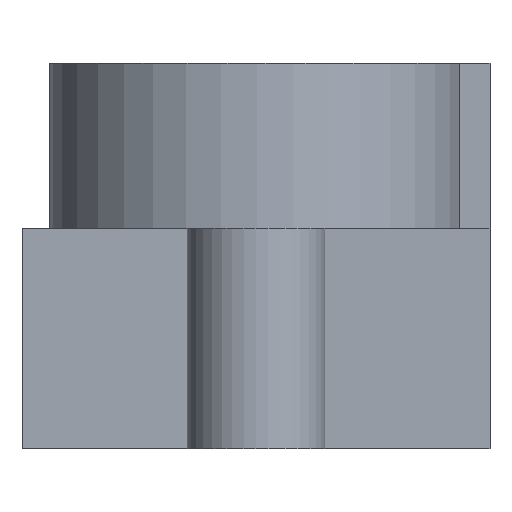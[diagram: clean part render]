
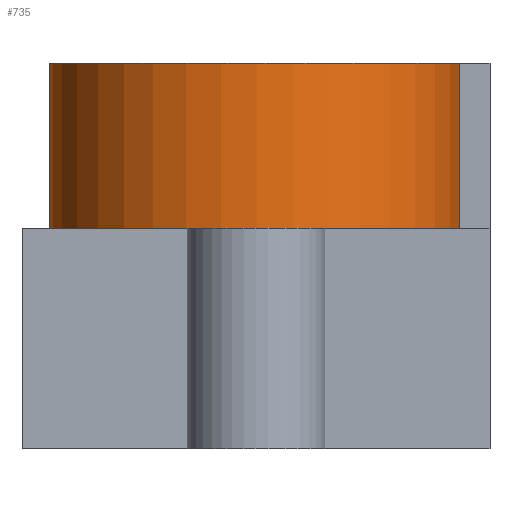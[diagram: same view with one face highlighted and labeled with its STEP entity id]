
A CAD part, left-side view. The second image highlights one B-rep face of the part: STEP entity #735.
In plain terms, the highlighted cylindrical face has radius 7.5 mm (diameter 15 mm), a partial arc.
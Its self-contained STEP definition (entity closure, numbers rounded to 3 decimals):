
#46=LINE('',#4511,#100);
#47=LINE('',#4514,#101);
#100=VECTOR('',#942,10.);
#101=VECTOR('',#945,10.);
#187=FACE_OUTER_BOUND('',#241,.T.);
#241=EDGE_LOOP('',(#610,#611,#612,#613));
#286=CIRCLE('',#792,7.5);
#291=CIRCLE('',#801,7.5);
#361=VERTEX_POINT('',#3943);
#362=VERTEX_POINT('',#3944);
#384=VERTEX_POINT('',#4510);
#385=VERTEX_POINT('',#4512);
#443=EDGE_CURVE('',#361,#362,#286,.T.);
#468=EDGE_CURVE('',#361,#384,#46,.T.);
#469=EDGE_CURVE('',#385,#384,#291,.T.);
#470=EDGE_CURVE('',#362,#385,#47,.T.);
#610=ORIENTED_EDGE('',*,*,#443,.F.);
#611=ORIENTED_EDGE('',*,*,#468,.T.);
#612=ORIENTED_EDGE('',*,*,#469,.F.);
#613=ORIENTED_EDGE('',*,*,#470,.F.);
#711=CYLINDRICAL_SURFACE('',#800,7.5);
#735=ADVANCED_FACE('',(#187),#711,.T.);
#792=AXIS2_PLACEMENT_3D('',#3945,#907,#908);
#800=AXIS2_PLACEMENT_3D('',#4509,#940,#941);
#801=AXIS2_PLACEMENT_3D('',#4513,#943,#944);
#907=DIRECTION('center_axis',(0.,0.,-1.));
#908=DIRECTION('ref_axis',(1.,0.,0.));
#940=DIRECTION('center_axis',(0.,0.,1.));
#941=DIRECTION('ref_axis',(1.,0.,0.));
#942=DIRECTION('',(0.,0.,1.));
#943=DIRECTION('center_axis',(0.,0.,1.));
#944=DIRECTION('ref_axis',(1.,0.,0.));
#945=DIRECTION('',(0.,0.,1.));
#3943=CARTESIAN_POINT('',(-1.25,-7.395,8.));
#3944=CARTESIAN_POINT('',(1.25,-7.395,8.));
#3945=CARTESIAN_POINT('Origin',(0.,0.,8.));
#4509=CARTESIAN_POINT('Origin',(0.,0.,8.));
#4510=CARTESIAN_POINT('',(-1.25,-7.395,14.));
#4511=CARTESIAN_POINT('',(-1.25,-7.395,8.));
#4512=CARTESIAN_POINT('',(1.25,-7.395,14.));
#4513=CARTESIAN_POINT('Origin',(0.,0.,14.));
#4514=CARTESIAN_POINT('',(1.25,-7.395,8.));
